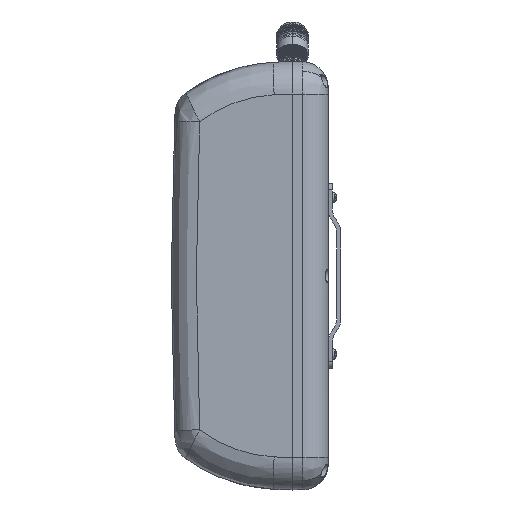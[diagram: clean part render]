
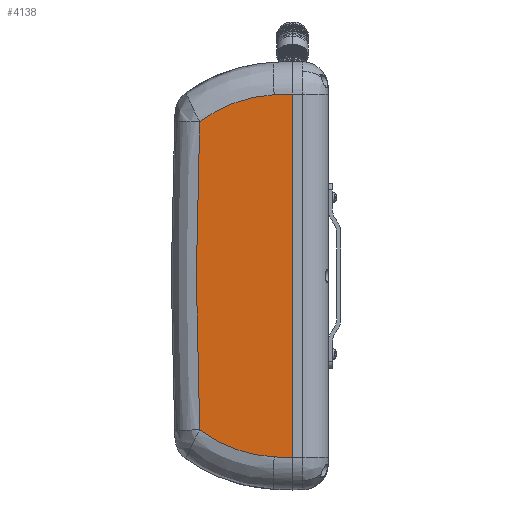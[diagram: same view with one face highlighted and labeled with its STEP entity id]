
A CAD part, left-side view. The second image highlights one B-rep face of the part: STEP entity #4138.
In plain terms, the highlighted planar face has unit normal (-0.999, 0.035, 0).
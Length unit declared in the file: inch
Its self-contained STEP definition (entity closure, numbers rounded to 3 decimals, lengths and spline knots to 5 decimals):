
#113 = CARTESIAN_POINT ( 'NONE',  ( -5.84394, 1.78629, 2.96261 ) ) ;
#303 = CARTESIAN_POINT ( 'NONE',  ( -5.90701, -0.01976, -3.50114 ) ) ;
#488 = DIRECTION ( 'NONE',  ( -0.035, -0.999, 0. ) ) ;
#845 = CARTESIAN_POINT ( 'NONE',  ( -5.90625, 0.002, 3.50038 ) ) ;
#1461 = EDGE_CURVE ( 'NONE', #20392, #17999, #9507, .T. ) ;
#2838 = CARTESIAN_POINT ( 'NONE',  ( -5.90625, 0.002, -4.125 ) ) ;
#3113 = DIRECTION ( 'NONE',  ( -0.035, -0.999, -0.035 ) ) ;
#4138 = ADVANCED_FACE ( 'NONE', ( #21092 ), #19775, .T. ) ;
#5344 = CARTESIAN_POINT ( 'NONE',  ( -5.85852, 1.3689, -3.27967 ) ) ;
#5469 = VERTEX_POINT ( 'NONE', #27847 ) ;
#6365 = EDGE_CURVE ( 'NONE', #14941, #28528, #15590, .T. ) ;
#8954 = LINE ( 'NONE', #2838, #16322 ) ;
#9507 =( BOUNDED_CURVE ( )  B_SPLINE_CURVE ( 3, ( #113, #30597, #33270, #19514 ),
 .UNSPECIFIED., .F., .F. ) 
 B_SPLINE_CURVE_WITH_KNOTS ( ( 4, 4 ),
 ( 3.0975, 3.18569 ),
 .UNSPECIFIED. ) 
 CURVE ( )  GEOMETRIC_REPRESENTATION_ITEM ( )  RATIONAL_B_SPLINE_CURVE ( ( 1., 0.999, 0.999, 1. ) ) 
 REPRESENTATION_ITEM ( '' )  );
#10149 = CARTESIAN_POINT ( 'NONE',  ( -5.90625, 0.002, -3.50038 ) ) ;
#10313 =( BOUNDED_CURVE ( )  B_SPLINE_CURVE ( 3, ( #24869, #5344, #30423, #13792 ),
 .UNSPECIFIED., .F., .F. ) 
 B_SPLINE_CURVE_WITH_KNOTS ( ( 4, 4 ),
 ( 0.92116, 1.51742 ),
 .UNSPECIFIED. ) 
 CURVE ( )  GEOMETRIC_REPRESENTATION_ITEM ( )  RATIONAL_B_SPLINE_CURVE ( ( 1., 0.971, 0.971, 1. ) ) 
 REPRESENTATION_ITEM ( '' )  );
#11239 = AXIS2_PLACEMENT_3D ( 'NONE', #33743, #17125, #488 ) ;
#12377 = ORIENTED_EDGE ( 'NONE', *, *, #1461, .T. ) ;
#13096 = CARTESIAN_POINT ( 'NONE',  ( -5.89398, 0.35338, 3.48811 ) ) ;
#13792 = CARTESIAN_POINT ( 'NONE',  ( -5.89398, 0.35338, -3.48811 ) ) ;
#13866 =( BOUNDED_CURVE ( )  B_SPLINE_CURVE ( 3, ( #13096, #29730, #35272, #18670 ),
 .UNSPECIFIED., .F., .F. ) 
 B_SPLINE_CURVE_WITH_KNOTS ( ( 4, 4 ),
 ( 4.76577, 5.36202 ),
 .UNSPECIFIED. ) 
 CURVE ( )  GEOMETRIC_REPRESENTATION_ITEM ( )  RATIONAL_B_SPLINE_CURVE ( ( 1., 0.971, 0.971, 1. ) ) 
 REPRESENTATION_ITEM ( '' )  );
#13878 = ORIENTED_EDGE ( 'NONE', *, *, #6365, .T. ) ;
#14041 = VECTOR ( 'NONE', #24710, 39.37008 ) ;
#14923 = ORIENTED_EDGE ( 'NONE', *, *, #21164, .T. ) ;
#14941 = VERTEX_POINT ( 'NONE', #22768 ) ;
#15590 = LINE ( 'NONE', #303, #29516 ) ;
#16322 = VECTOR ( 'NONE', #22367, 39.37008 ) ;
#16403 = CARTESIAN_POINT ( 'NONE',  ( -5.89697, 0.26764, 3.4911 ) ) ;
#16409 = EDGE_CURVE ( 'NONE', #17999, #14941, #10313, .T. ) ;
#17052 = CARTESIAN_POINT ( 'NONE',  ( -5.84394, 1.78629, 2.96261 ) ) ;
#17125 = DIRECTION ( 'NONE',  ( -0.999, 0.035, 0. ) ) ;
#17999 = VERTEX_POINT ( 'NONE', #29328 ) ;
#18670 = CARTESIAN_POINT ( 'NONE',  ( -5.84394, 1.78629, 2.96261 ) ) ;
#18677 = EDGE_CURVE ( 'NONE', #28528, #18823, #8954, .T. ) ;
#18823 = VERTEX_POINT ( 'NONE', #845 ) ;
#18993 = ORIENTED_EDGE ( 'NONE', *, *, #18677, .T. ) ;
#19514 = CARTESIAN_POINT ( 'NONE',  ( -5.84394, 1.78629, -2.96261 ) ) ;
#19775 = PLANE ( 'NONE',  #11239 ) ;
#20392 = VERTEX_POINT ( 'NONE', #17052 ) ;
#20798 = EDGE_CURVE ( 'NONE', #18823, #5469, #21408, .T. ) ;
#21092 = FACE_OUTER_BOUND ( 'NONE', #21729, .T. ) ;
#21104 = ORIENTED_EDGE ( 'NONE', *, *, #20798, .T. ) ;
#21164 = EDGE_CURVE ( 'NONE', #5469, #20392, #13866, .T. ) ;
#21408 = LINE ( 'NONE', #16403, #14041 ) ;
#21729 = EDGE_LOOP ( 'NONE', ( #14923, #12377, #22709, #13878, #18993, #21104 ) ) ;
#22367 = DIRECTION ( 'NONE',  ( 0., 0., 1. ) ) ;
#22709 = ORIENTED_EDGE ( 'NONE', *, *, #16409, .T. ) ;
#22768 = CARTESIAN_POINT ( 'NONE',  ( -5.89398, 0.35338, -3.48811 ) ) ;
#24710 = DIRECTION ( 'NONE',  ( 0.035, 0.999, -0.035 ) ) ;
#24869 = CARTESIAN_POINT ( 'NONE',  ( -5.84394, 1.78629, -2.96261 ) ) ;
#27847 = CARTESIAN_POINT ( 'NONE',  ( -5.89398, 0.35338, 3.48811 ) ) ;
#28528 = VERTEX_POINT ( 'NONE', #10149 ) ;
#29328 = CARTESIAN_POINT ( 'NONE',  ( -5.84394, 1.78629, -2.96261 ) ) ;
#29516 = VECTOR ( 'NONE', #3113, 39.37008 ) ;
#29730 = CARTESIAN_POINT ( 'NONE',  ( -5.8757, 0.87679, 3.46014 ) ) ;
#30423 = CARTESIAN_POINT ( 'NONE',  ( -5.8757, 0.87679, -3.46014 ) ) ;
#30597 = CARTESIAN_POINT ( 'NONE',  ( -5.8409, 1.8734, 0.98818 ) ) ;
#33270 = CARTESIAN_POINT ( 'NONE',  ( -5.8409, 1.8734, -0.98818 ) ) ;
#33743 = CARTESIAN_POINT ( 'NONE',  ( -5.90625, 0.002, -4.125 ) ) ;
#35272 = CARTESIAN_POINT ( 'NONE',  ( -5.85852, 1.3689, 3.27967 ) ) ;
